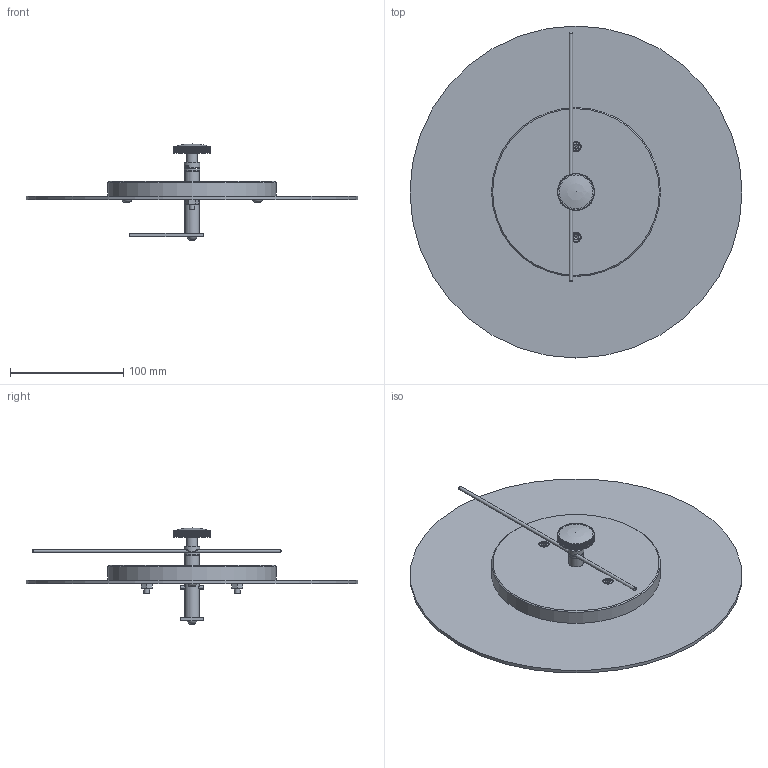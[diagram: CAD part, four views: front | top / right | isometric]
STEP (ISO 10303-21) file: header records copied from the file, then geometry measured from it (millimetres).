
FILE_DESCRIPTION(('FreeCAD Model'),'2;1');
FILE_NAME('Open CASCADE Shape Model','2024-01-29T17:00:58',(''),(''), 'Open CASCADE STEP processor 7.7','FreeCAD','Unknown');
FILE_SCHEMA(('AUTOMOTIVE_DESIGN { 1 0 10303 214 1 1 1 1 }'));
Length unit declared in the file: millimetre
Products named in the file (21): FilmLooper; Components; Platter; CentreDisk; R8RS Bearing; CentreShaft; Standoff; RetainingWasher; RadiusArmClamp; RadiusArm; Knob; Fasteners; M5x10-Screw; M5x10-Screw001; M5x20-Screw; M5x20-Screw001; M6-Nut; M6-Nut001; M5x8-Screw; M5x20-ThreadedRod; SpringPin
Assembly tree (20 placements, depth 3):
  FilmLooper
    Components
      Platter
      CentreDisk
      R8RS Bearing
      CentreShaft
      Standoff
      RetainingWasher
      RadiusArmClamp
      RadiusArm
      Knob
    Fasteners
      M5x10-Screw
      M5x10-Screw001
      M5x20-Screw
      M5x20-Screw001
      M6-Nut
      M6-Nut001
      M5x8-Screw
      M5x20-ThreadedRod
      SpringPin
Bounding box: 293 x 293 x 84.75 mm (x, y, z)
Volume: 445854.8 mm3; surface area: 196824 mm2
Topology: 18 solids, 18 shells, 378 faces, 792 edges, 507 vertices
Faces by surface type: plane 183, cylinder 128, cone 54, torus 7, sphere 4, revolution 2
Full cylindrical faces by diameter (mm): 3 x2, 3.6 x1, 4.2 x1, 4.917 x2, 5 x6, 5.2 x8, 5.5 x1, 5.6 x2, 7 x2, 8.5 x2, 9 x2, 10 x1, 12.7 x2, 13 x1, 14 x2, 17.7 x2, 22.225 x1, 23.575 x2, 28.575 x2, 32 x1, 149 x1, 293 x1
Entity records: 22846 total; most frequent: CARTESIAN_POINT 5223, DIRECTION 3532, ORIENTED_EDGE 1578, PCURVE 1578, DEFINITIONAL_REPRESENTATION 1578, LINE 1217, VECTOR 1217, AXIS2_PLACEMENT_3D 922
